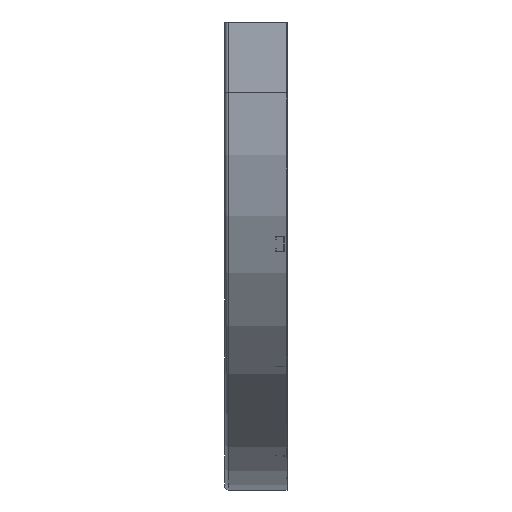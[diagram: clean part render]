
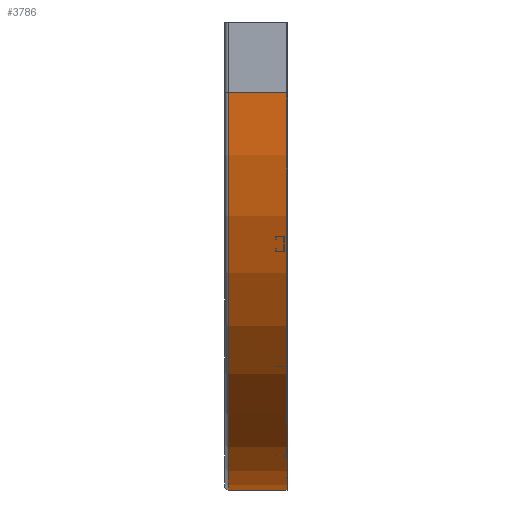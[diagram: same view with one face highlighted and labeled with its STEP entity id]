
A CAD part, left-side view. The second image highlights one B-rep face of the part: STEP entity #3786.
In plain terms, the highlighted cylindrical face has radius 700 mm (diameter 1400 mm), a partial arc.
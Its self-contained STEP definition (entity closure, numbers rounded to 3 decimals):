
#249 = DIRECTION ( 'NONE',  ( 0., 1., 0. ) ) ;
#264 = FACE_OUTER_BOUND ( 'NONE', #3269, .T. ) ;
#410 = VERTEX_POINT ( 'NONE', #3251 ) ;
#447 = AXIS2_PLACEMENT_3D ( 'NONE', #4452, #847, #1236 ) ;
#657 = VERTEX_POINT ( 'NONE', #1572 ) ;
#792 = LINE ( 'NONE', #1680, #4933 ) ;
#847 = DIRECTION ( 'NONE',  ( 0., 1., 0. ) ) ;
#912 = ORIENTED_EDGE ( 'NONE', *, *, #3873, .F. ) ;
#1212 = ORIENTED_EDGE ( 'NONE', *, *, #2623, .F. ) ;
#1219 = CIRCLE ( 'NONE', #4172, 700. ) ;
#1236 = DIRECTION ( 'NONE',  ( 0., 0., 1. ) ) ;
#1342 = AXIS2_PLACEMENT_3D ( 'NONE', #2501, #2874, #2891 ) ;
#1572 = CARTESIAN_POINT ( 'NONE',  ( -700., 0., -825. ) ) ;
#1619 = CARTESIAN_POINT ( 'NONE',  ( -700., 104., -825. ) ) ;
#1680 = CARTESIAN_POINT ( 'NONE',  ( 0., 0., -125. ) ) ;
#1698 = CARTESIAN_POINT ( 'NONE',  ( -700., 0., -825. ) ) ;
#1817 = VERTEX_POINT ( 'NONE', #4667 ) ;
#1903 = EDGE_CURVE ( 'NONE', #657, #3768, #3167, .T. ) ;
#2501 = CARTESIAN_POINT ( 'NONE',  ( -700., 104., -125. ) ) ;
#2589 = CARTESIAN_POINT ( 'NONE',  ( -700., 0., -125. ) ) ;
#2623 = EDGE_CURVE ( 'NONE', #1817, #3768, #3178, .T. ) ;
#2764 = ORIENTED_EDGE ( 'NONE', *, *, #4043, .T. ) ;
#2874 = DIRECTION ( 'NONE',  ( 0., 1., 0. ) ) ;
#2891 = DIRECTION ( 'NONE',  ( 1., 0., 0. ) ) ;
#2900 = DIRECTION ( 'NONE',  ( 0., 1., 0. ) ) ;
#2938 = ORIENTED_EDGE ( 'NONE', *, *, #1903, .T. ) ;
#2997 = DIRECTION ( 'NONE',  ( 0., 0., 1. ) ) ;
#3095 = VECTOR ( 'NONE', #3344, 1000. ) ;
#3167 = LINE ( 'NONE', #1698, #3095 ) ;
#3178 = CIRCLE ( 'NONE', #1342, 700. ) ;
#3251 = CARTESIAN_POINT ( 'NONE',  ( 0., 0., -125. ) ) ;
#3269 = EDGE_LOOP ( 'NONE', ( #1212, #912, #2764, #2938 ) ) ;
#3281 = CYLINDRICAL_SURFACE ( 'NONE', #447, 700. ) ;
#3344 = DIRECTION ( 'NONE',  ( 0., 1., 0. ) ) ;
#3768 = VERTEX_POINT ( 'NONE', #1619 ) ;
#3786 = ADVANCED_FACE ( 'NONE', ( #264 ), #3281, .T. ) ;
#3873 = EDGE_CURVE ( 'NONE', #410, #1817, #792, .T. ) ;
#4043 = EDGE_CURVE ( 'NONE', #410, #657, #1219, .T. ) ;
#4172 = AXIS2_PLACEMENT_3D ( 'NONE', #2589, #249, #2997 ) ;
#4452 = CARTESIAN_POINT ( 'NONE',  ( -700., 0., -125. ) ) ;
#4667 = CARTESIAN_POINT ( 'NONE',  ( 0., 104., -125. ) ) ;
#4933 = VECTOR ( 'NONE', #2900, 1000. ) ;
